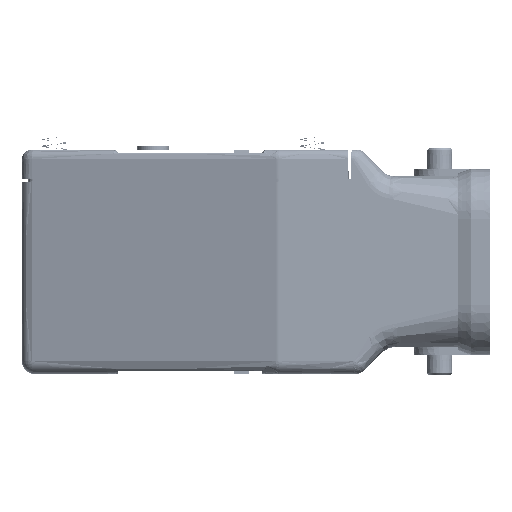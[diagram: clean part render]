
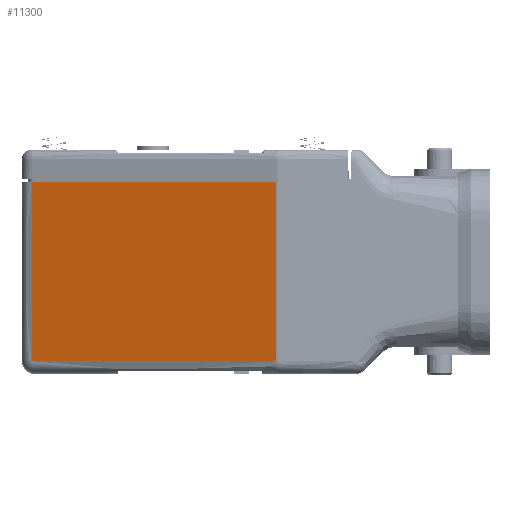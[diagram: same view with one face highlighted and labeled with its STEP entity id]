
A CAD part, left-side view. The second image highlights one B-rep face of the part: STEP entity #11300.
In plain terms, the highlighted planar face has unit normal (-0.966, 0.259, 0).
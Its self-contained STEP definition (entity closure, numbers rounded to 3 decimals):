
#1300=FACE_OUTER_BOUND('',#13133,.T.);
#11300=ADVANCED_FACE('',(#1300),#12312,.T.);
#12312=PLANE('',#46658);
#13133=EDGE_LOOP('',(#21702,#21703,#21704,#21705));
#21702=ORIENTED_EDGE('',*,*,#35740,.F.);
#21703=ORIENTED_EDGE('',*,*,#35741,.F.);
#21704=ORIENTED_EDGE('',*,*,#35742,.F.);
#21705=ORIENTED_EDGE('',*,*,#35743,.F.);
#28721=VERTEX_POINT('',#80935);
#28722=VERTEX_POINT('',#80936);
#28723=VERTEX_POINT('',#80938);
#28724=VERTEX_POINT('',#80940);
#35740=EDGE_CURVE('',#28721,#28722,#44089,.T.);
#35741=EDGE_CURVE('',#28723,#28721,#44090,.T.);
#35742=EDGE_CURVE('',#28724,#28723,#44091,.T.);
#35743=EDGE_CURVE('',#28722,#28724,#44092,.T.);
#44089=LINE('',#80934,#45576);
#44090=LINE('',#80937,#45577);
#44091=LINE('',#80939,#45578);
#44092=LINE('',#80941,#45579);
#45576=VECTOR('',#47978,1.);
#45577=VECTOR('',#47979,1.);
#45578=VECTOR('',#47980,1.);
#45579=VECTOR('',#47981,1.);
#46658=AXIS2_PLACEMENT_3D('',#80942,#47982,#47983);
#47978=DIRECTION('',(0.259,0.966,0.));
#47979=DIRECTION('',(0.,0.,-1.));
#47980=DIRECTION('',(-0.259,-0.966,0.));
#47981=DIRECTION('',(0.,0.,1.));
#47982=DIRECTION('',(-0.966,0.259,0.));
#47983=DIRECTION('',(-0.259,-0.966,0.));
#80934=CARTESIAN_POINT('',(-17.927,39.868,-15.5));
#80935=CARTESIAN_POINT('',(-23.032,20.818,-15.5));
#80936=CARTESIAN_POINT('',(-12.823,58.918,-15.5));
#80937=CARTESIAN_POINT('',(-23.032,20.818,-1.525));
#80938=CARTESIAN_POINT('',(-23.032,20.818,12.45));
#80939=CARTESIAN_POINT('',(-17.927,39.868,12.45));
#80940=CARTESIAN_POINT('',(-12.823,58.918,12.45));
#80941=CARTESIAN_POINT('',(-12.823,58.918,-1.525));
#80942=CARTESIAN_POINT('',(-12.619,59.68,-16.059));
